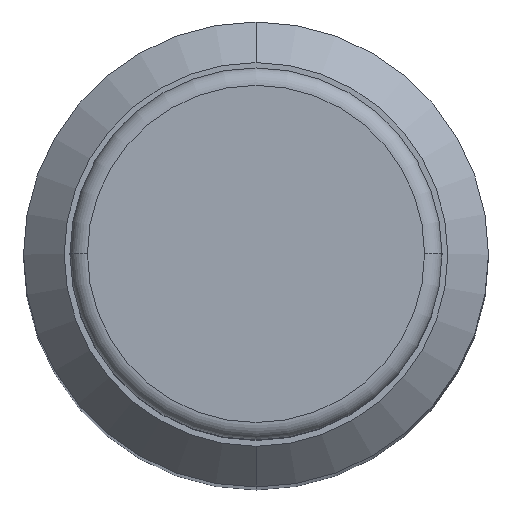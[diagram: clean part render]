
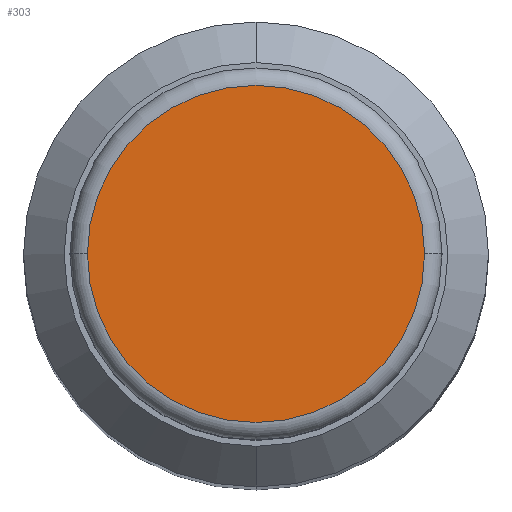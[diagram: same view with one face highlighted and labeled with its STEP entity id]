
A CAD part, top view. The second image highlights one B-rep face of the part: STEP entity #303.
In plain terms, the highlighted face is planar.
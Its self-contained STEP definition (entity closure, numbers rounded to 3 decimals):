
#54=CARTESIAN_POINT('',(0.,7.5,0.));
#55=DIRECTION('',(0.,-1.,0.));
#56=DIRECTION('',(1.,0.,0.));
#57=AXIS2_PLACEMENT_3D('',#54,#55,#56);
#92=CARTESIAN_POINT('',(0.,7.5,0.));
#93=DIRECTION('',(0.,-1.,0.));
#94=DIRECTION('',(-1.,0.,0.));
#95=AXIS2_PLACEMENT_3D('',#92,#93,#94);
#288=CARTESIAN_POINT('',(2.9,7.5,0.));
#289=CARTESIAN_POINT('',(-2.9,7.5,0.));
#290=VERTEX_POINT('',#288);
#291=VERTEX_POINT('',#289);
#292=CARTESIAN_POINT('',(0.,7.5,0.));
#293=DIRECTION('',(0.,1.,0.));
#294=DIRECTION('',(1.,0.,0.));
#295=AXIS2_PLACEMENT_3D('',#292,#293,#294);
#296=PLANE('',#295);
#298=ORIENTED_EDGE('',*,*,#297,.T.);
#300=ORIENTED_EDGE('',*,*,#299,.T.);
#301=EDGE_LOOP('',(#298,#300));
#302=FACE_OUTER_BOUND('',#301,.F.);
#303=ADVANCED_FACE('',(#302),#296,.T.);
#58=CIRCLE('',#57,2.9);
#96=CIRCLE('',#95,2.9);
#297=EDGE_CURVE('',#290,#291,#58,.T.);
#299=EDGE_CURVE('',#291,#290,#96,.T.);
